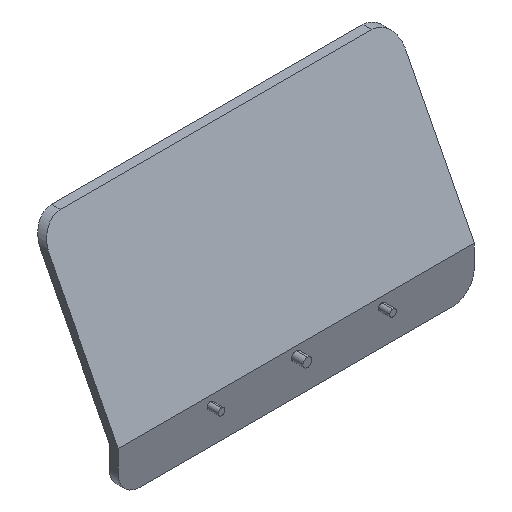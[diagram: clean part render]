
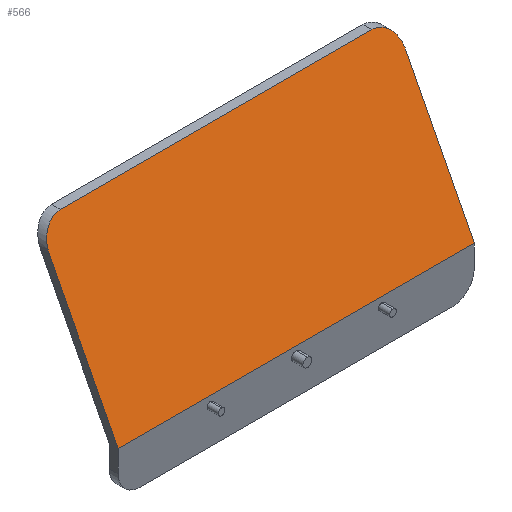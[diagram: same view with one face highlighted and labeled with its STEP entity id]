
A CAD part, isometric view. The second image highlights one B-rep face of the part: STEP entity #566.
In plain terms, the highlighted planar face has unit normal (0, -0.889, 0.457).
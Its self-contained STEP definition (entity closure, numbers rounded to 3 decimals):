
#19 = LINE ( 'NONE', #29, #231 ) ;
#29 = CARTESIAN_POINT ( 'NONE',  ( 0., 14.235, -7.321 ) ) ;
#47 =( BOUNDED_CURVE ( )  B_SPLINE_CURVE ( 3, ( #228, #654, #328, #491 ),
 .UNSPECIFIED., .F., .F. ) 
 B_SPLINE_CURVE_WITH_KNOTS ( ( 4, 4 ),
 ( 3.142, 4.712 ),
 .UNSPECIFIED. ) 
 CURVE ( )  GEOMETRIC_REPRESENTATION_ITEM ( )  RATIONAL_B_SPLINE_CURVE ( ( 1., 0.805, 0.805, 1. ) ) 
 REPRESENTATION_ITEM ( '' )  );
#51 = ORIENTED_EDGE ( 'NONE', *, *, #502, .T. ) ;
#85 = LINE ( 'NONE', #283, #531 ) ;
#93 = CARTESIAN_POINT ( 'NONE',  ( 80., 15.429, -5. ) ) ;
#118 = CARTESIAN_POINT ( 'NONE',  ( 80., 0., -35. ) ) ;
#148 = VERTEX_POINT ( 'NONE', #285 ) ;
#153 = EDGE_CURVE ( 'NONE', #297, #148, #490, .T. ) ;
#164 = CARTESIAN_POINT ( 'NONE',  ( 75., 18., 0. ) ) ;
#177 = DIRECTION ( 'NONE',  ( 0., -0.457, -0.889 ) ) ;
#180 = VERTEX_POINT ( 'NONE', #93 ) ;
#188 = EDGE_CURVE ( 'NONE', #282, #148, #614, .T. ) ;
#189 = CARTESIAN_POINT ( 'NONE',  ( 80., 18., 0. ) ) ;
#191 = VECTOR ( 'NONE', #499, 1000. ) ;
#228 = CARTESIAN_POINT ( 'NONE',  ( 75., 18., 0. ) ) ;
#231 = VECTOR ( 'NONE', #177, 1000. ) ;
#238 = FACE_OUTER_BOUND ( 'NONE', #247, .T. ) ;
#247 = EDGE_LOOP ( 'NONE', ( #51, #401, #422, #452, #316, #455 ) ) ;
#254 = CARTESIAN_POINT ( 'NONE',  ( 5., 18., 0. ) ) ;
#277 = DIRECTION ( 'NONE',  ( 0., -0.457, -0.889 ) ) ;
#282 = VERTEX_POINT ( 'NONE', #164 ) ;
#283 = CARTESIAN_POINT ( 'NONE',  ( 80., 12.62, -10.462 ) ) ;
#285 = CARTESIAN_POINT ( 'NONE',  ( 5., 18., 0. ) ) ;
#293 = VERTEX_POINT ( 'NONE', #576 ) ;
#297 = VERTEX_POINT ( 'NONE', #315 ) ;
#307 = VECTOR ( 'NONE', #463, 1000. ) ;
#315 = CARTESIAN_POINT ( 'NONE',  ( 0., 15.429, -5. ) ) ;
#316 = ORIENTED_EDGE ( 'NONE', *, *, #188, .T. ) ;
#318 = VERTEX_POINT ( 'NONE', #118 ) ;
#326 = PLANE ( 'NONE',  #666 ) ;
#328 = CARTESIAN_POINT ( 'NONE',  ( 80., 16.935, -2.071 ) ) ;
#379 = CARTESIAN_POINT ( 'NONE',  ( 80., 14.235, -7.321 ) ) ;
#391 = CARTESIAN_POINT ( 'NONE',  ( 0., 16.935, -2.071 ) ) ;
#401 = ORIENTED_EDGE ( 'NONE', *, *, #514, .F. ) ;
#422 = ORIENTED_EDGE ( 'NONE', *, *, #547, .F. ) ;
#447 = CARTESIAN_POINT ( 'NONE',  ( 0., 15.429, -5. ) ) ;
#452 = ORIENTED_EDGE ( 'NONE', *, *, #484, .F. ) ;
#455 = ORIENTED_EDGE ( 'NONE', *, *, #153, .F. ) ;
#463 = DIRECTION ( 'NONE',  ( -1., 0., 0. ) ) ;
#484 = EDGE_CURVE ( 'NONE', #282, #180, #47, .T. ) ;
#490 =( BOUNDED_CURVE ( )  B_SPLINE_CURVE ( 3, ( #447, #391, #627, #254 ),
 .UNSPECIFIED., .F., .F. ) 
 B_SPLINE_CURVE_WITH_KNOTS ( ( 4, 4 ),
 ( 1.571, 3.142 ),
 .UNSPECIFIED. ) 
 CURVE ( )  GEOMETRIC_REPRESENTATION_ITEM ( )  RATIONAL_B_SPLINE_CURVE ( ( 1., 0.805, 0.805, 1. ) ) 
 REPRESENTATION_ITEM ( '' )  );
#491 = CARTESIAN_POINT ( 'NONE',  ( 80., 15.429, -5. ) ) ;
#494 = DIRECTION ( 'NONE',  ( 0., 0.889, -0.457 ) ) ;
#499 = DIRECTION ( 'NONE',  ( -1., 0., 0. ) ) ;
#502 = EDGE_CURVE ( 'NONE', #297, #293, #19, .T. ) ;
#514 = EDGE_CURVE ( 'NONE', #318, #293, #549, .T. ) ;
#531 = VECTOR ( 'NONE', #277, 1000. ) ;
#541 = DIRECTION ( 'NONE',  ( -1., 0., 0. ) ) ;
#547 = EDGE_CURVE ( 'NONE', #180, #318, #85, .T. ) ;
#549 = LINE ( 'NONE', #647, #191 ) ;
#566 = ADVANCED_FACE ( 'NONE', ( #238 ), #326, .F. ) ;
#576 = CARTESIAN_POINT ( 'NONE',  ( 0., 0., -35. ) ) ;
#614 = LINE ( 'NONE', #189, #307 ) ;
#627 = CARTESIAN_POINT ( 'NONE',  ( 2.071, 18., 0. ) ) ;
#647 = CARTESIAN_POINT ( 'NONE',  ( 80., 0., -35. ) ) ;
#654 = CARTESIAN_POINT ( 'NONE',  ( 77.929, 18., 0. ) ) ;
#666 = AXIS2_PLACEMENT_3D ( 'NONE', #379, #494, #541 ) ;
